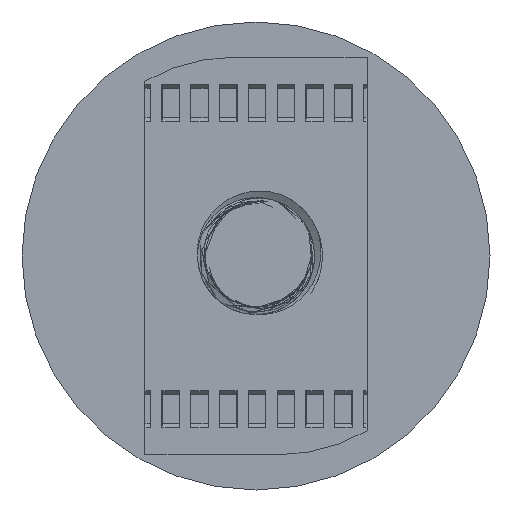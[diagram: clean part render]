
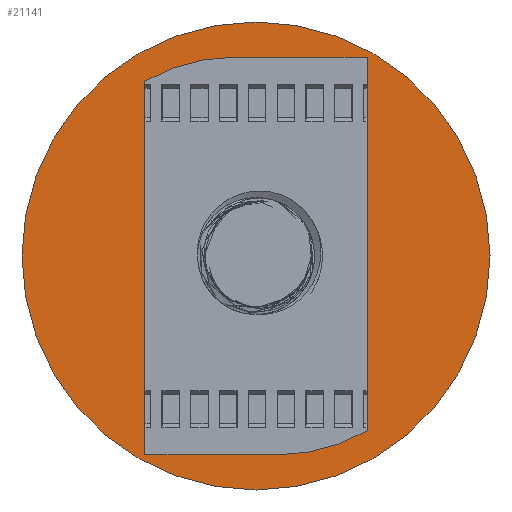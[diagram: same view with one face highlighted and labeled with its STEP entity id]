
A CAD part, front view. The second image highlights one B-rep face of the part: STEP entity #21141.
In plain terms, the highlighted planar face has unit normal (0, -1, 0).
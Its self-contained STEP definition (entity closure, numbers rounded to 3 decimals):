
#976 = VERTEX_POINT ( 'NONE', #16604 ) ;
#2495 = CARTESIAN_POINT ( 'NONE',  ( 0., 18., 0. ) ) ;
#2818 = CARTESIAN_POINT ( 'NONE',  ( 0., 18., 0. ) ) ;
#2893 = VERTEX_POINT ( 'NONE', #22497 ) ;
#3045 = ORIENTED_EDGE ( 'NONE', *, *, #25463, .T. ) ;
#3906 = AXIS2_PLACEMENT_3D ( 'NONE', #15480, #15608, #17687 ) ;
#4647 = DIRECTION ( 'NONE',  ( 0., 1., 0. ) ) ;
#5672 = CARTESIAN_POINT ( 'NONE',  ( 0., 18., 20. ) ) ;
#6675 = EDGE_LOOP ( 'NONE', ( #3045, #9831 ) ) ;
#6745 = VERTEX_POINT ( 'NONE', #6830 ) ;
#6830 = CARTESIAN_POINT ( 'NONE',  ( 0., 18., 5. ) ) ;
#6930 = AXIS2_PLACEMENT_3D ( 'NONE', #2818, #4647, #18845 ) ;
#6977 = DIRECTION ( 'NONE',  ( 0., 1., 0. ) ) ;
#7506 = EDGE_CURVE ( 'NONE', #2893, #13587, #11417, .T. ) ;
#7929 = AXIS2_PLACEMENT_3D ( 'NONE', #13851, #21430, #17519 ) ;
#8304 = ORIENTED_EDGE ( 'NONE', *, *, #7506, .F. ) ;
#8629 = PLANE ( 'NONE',  #25002 ) ;
#9209 = CIRCLE ( 'NONE', #7929, 5. ) ;
#9830 = ORIENTED_EDGE ( 'NONE', *, *, #15188, .F. ) ;
#9831 = ORIENTED_EDGE ( 'NONE', *, *, #23278, .T. ) ;
#10443 = DIRECTION ( 'NONE',  ( 0., 0., 1. ) ) ;
#11146 = DIRECTION ( 'NONE',  ( 0., 0., 1. ) ) ;
#11157 = AXIS2_PLACEMENT_3D ( 'NONE', #25088, #6977, #11146 ) ;
#11417 = CIRCLE ( 'NONE', #3906, 20. ) ;
#13587 = VERTEX_POINT ( 'NONE', #5672 ) ;
#13851 = CARTESIAN_POINT ( 'NONE',  ( 0., 18., 0. ) ) ;
#14493 = DIRECTION ( 'NONE',  ( 0., 1., 0. ) ) ;
#15188 = EDGE_CURVE ( 'NONE', #13587, #2893, #16922, .T. ) ;
#15480 = CARTESIAN_POINT ( 'NONE',  ( 0., 18., 0. ) ) ;
#15608 = DIRECTION ( 'NONE',  ( 0., 1., 0. ) ) ;
#15718 = CIRCLE ( 'NONE', #11157, 5. ) ;
#16604 = CARTESIAN_POINT ( 'NONE',  ( 0., 18., -5. ) ) ;
#16922 = CIRCLE ( 'NONE', #6930, 20. ) ;
#17509 = EDGE_LOOP ( 'NONE', ( #8304, #9830 ) ) ;
#17519 = DIRECTION ( 'NONE',  ( 0., 0., 1. ) ) ;
#17687 = DIRECTION ( 'NONE',  ( 0., 0., 1. ) ) ;
#18845 = DIRECTION ( 'NONE',  ( 0., 0., 1. ) ) ;
#20222 = FACE_BOUND ( 'NONE', #6675, .T. ) ;
#20352 = FACE_OUTER_BOUND ( 'NONE', #17509, .T. ) ;
#21141 = ADVANCED_FACE ( 'NONE', ( #20352, #20222 ), #8629, .F. ) ;
#21430 = DIRECTION ( 'NONE',  ( 0., 1., 0. ) ) ;
#22497 = CARTESIAN_POINT ( 'NONE',  ( 0., 18., -20. ) ) ;
#23278 = EDGE_CURVE ( 'NONE', #6745, #976, #9209, .T. ) ;
#25002 = AXIS2_PLACEMENT_3D ( 'NONE', #2495, #14493, #10443 ) ;
#25088 = CARTESIAN_POINT ( 'NONE',  ( 0., 18., 0. ) ) ;
#25463 = EDGE_CURVE ( 'NONE', #976, #6745, #15718, .T. ) ;
